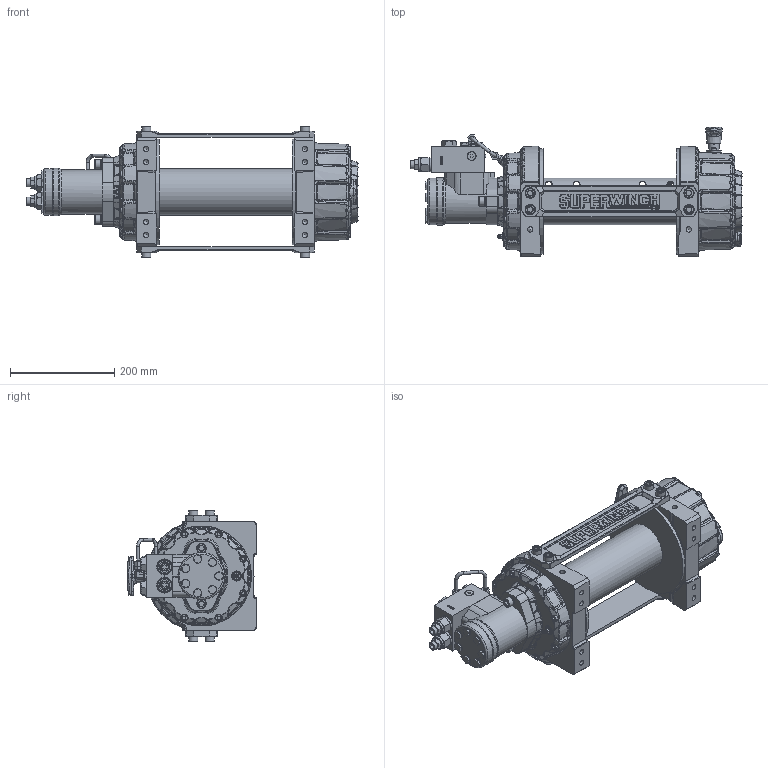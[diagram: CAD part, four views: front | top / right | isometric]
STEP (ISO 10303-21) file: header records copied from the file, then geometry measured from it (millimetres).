
FILE_DESCRIPTION(/* description */ (''),/* implementation_level */ '2;1');
FILE_NAME(/* name */ '649413_SI8000-Standard.stp',/* time_stamp */ '2023-06-12T08:37:16+02:00',/* author */ ('lang1ph'),/* organization */ (''),/* preprocessor_version */ 'ST-DEVELOPER v18.1',/* originating_system */ 'Autodesk Inventor 2022',/* authorisation */ '');
FILE_SCHEMA (('CONFIG_CONTROL_DESIGN'));
Products named in the file (1): 649413_SI8000-Standard
Bounding box: 637.75 x 249.12 x 251.55 mm (x, y, z)
Volume: 158.9 mm3; surface area: 685201 mm2
Topology: 3 solids, 81 shells, 5052 faces, 14397 edges, 9518 vertices
Faces by surface type: plane 1430, cylinder 1178, bspline 1166, cone 662, torus 430, sphere 186
Full cylindrical faces by diameter (mm): 0.737 x1, 1.299 x1, 1.595 x1, 2.95 x1, 5.334 x2, 5.6 x1, 6 x5, 6.35 x2, 6.75 x1, 6.8 x2, 7.2 x1, 7.507 x2, 8 x7, 8.5 x4, 9 x2, 9.246 x5, 10.2 x12, 11.113 x2, 12 x2, 12.5 x4, 13 x16, 13.5 x1, 14 x16, 15.7 x2, 16.002 x1, 16.281 x7, 16.51 x2, 17 x1, 18 x10, 20 x8
Entity records: 514347 total; most frequent: CARTESIAN_POINT 388628, ORIENTED_EDGE 28148, DIRECTION 21459, EDGE_CURVE 14347, VERTEX_POINT 9518, AXIS2_PLACEMENT_3D 8492, EDGE_LOOP 5355, FACE_OUTER_BOUND 5052
